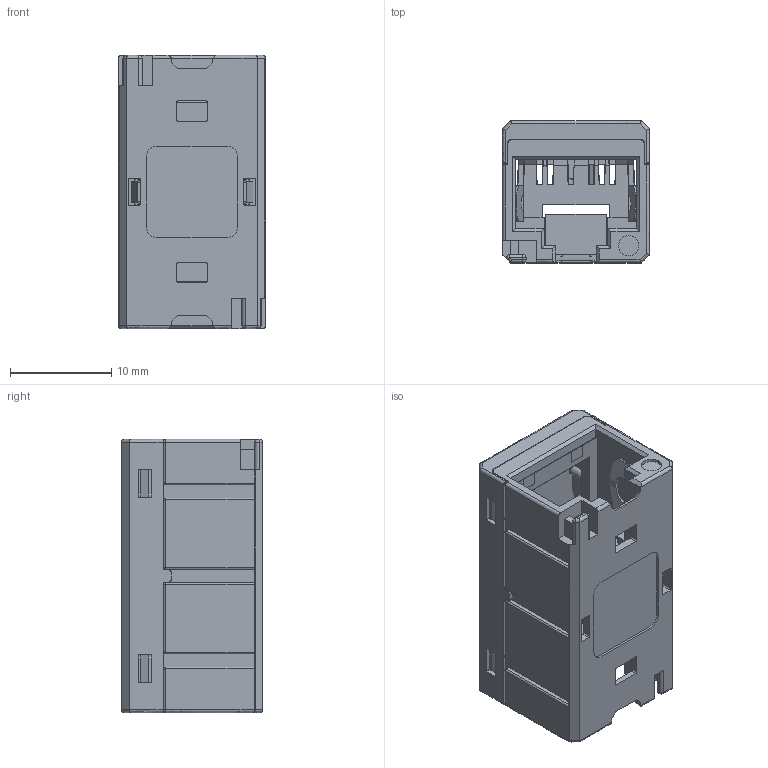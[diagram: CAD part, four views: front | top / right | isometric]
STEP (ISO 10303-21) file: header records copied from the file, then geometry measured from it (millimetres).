
FILE_DESCRIPTION (( 'STEP AP214' ), '1' );
FILE_NAME ('TDG1026KS-C6A-DC_3D.step', '2024-05-14T20:30:12', ( '' ), ( '' ), 'SwSTEP 2.0', 'SolidWorks 2022', '' );
FILE_SCHEMA (( 'AUTOMOTIVE_DESIGN' ));
Length unit declared in the file: millimetre
Products named in the file (1): TDG1026KS-C6A-DC_3D
Bounding box: 14.5 x 14 x 27 mm (x, y, z)
Volume: 2946 mm3; surface area: 8593.8 mm2
Topology: 8 solids, 8 shells, 2128 faces, 6366 edges, 4123 vertices
Faces by surface type: bspline 2128
Entity records: 73042 total; most frequent: CARTESIAN_POINT 22439, ORIENTED_EDGE 12716, DIRECTION 6413, EDGE_CURVE 6358, VECTOR 5323, LINE 5323, VERTEX_POINT 4119, EDGE_LOOP 2155
